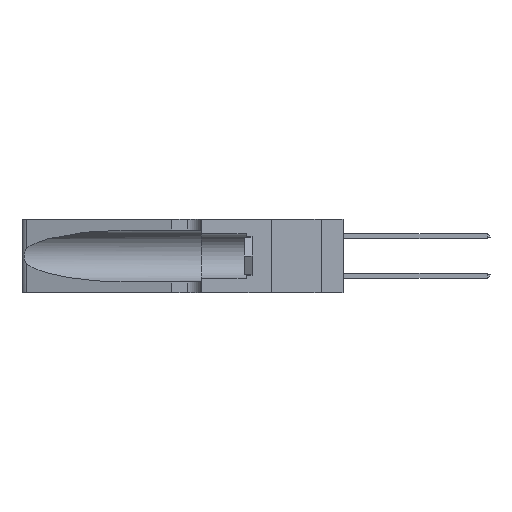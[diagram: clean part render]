
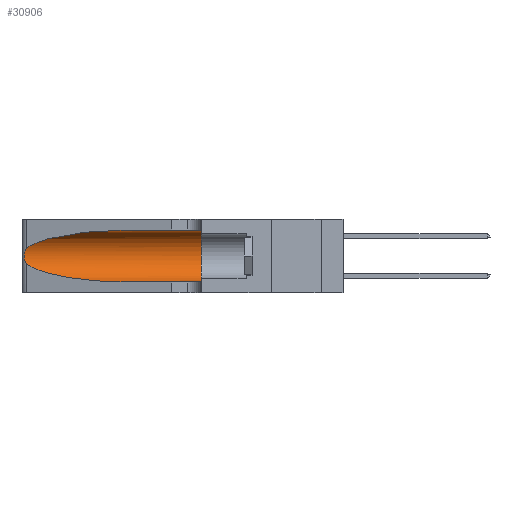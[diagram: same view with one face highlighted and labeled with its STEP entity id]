
A CAD part, left-side view. The second image highlights one B-rep face of the part: STEP entity #30906.
In plain terms, the highlighted cylindrical face has radius 3.308 mm (diameter 6.617 mm), a partial arc.
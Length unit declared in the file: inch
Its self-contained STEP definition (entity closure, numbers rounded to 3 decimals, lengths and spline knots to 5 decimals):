
#440 = ORIENTED_EDGE ( 'NONE', *, *, #27891, .F. ) ;
#559 = CARTESIAN_POINT ( 'NONE',  ( 0.18966, 0.96281, 0.31525 ) ) ;
#1306 = DIRECTION ( 'NONE',  ( 0., -1., 0. ) ) ;
#1528 = CARTESIAN_POINT ( 'NONE',  ( 0.1305, 0.72297, 0.31525 ) ) ;
#1788 = VECTOR ( 'NONE', #2352, 39.37008 ) ;
#1994 = CARTESIAN_POINT ( 'NONE',  ( 0.25487, 1.22718, 0.14631 ) ) ;
#2005 =( BOUNDED_CURVE ( )  B_SPLINE_CURVE ( 3, ( #5519, #559, #23421, #8350 ),
 .UNSPECIFIED., .F., .F. ) 
 B_SPLINE_CURVE_WITH_KNOTS ( ( 4, 4 ),
 ( 1.5708, 2.84003 ),
 .UNSPECIFIED. ) 
 CURVE ( )  GEOMETRIC_REPRESENTATION_ITEM ( )  RATIONAL_B_SPLINE_CURVE ( ( 1., 0.87, 0.87, 1. ) ) 
 REPRESENTATION_ITEM ( '' )  );
#2249 = VERTEX_POINT ( 'NONE', #30323 ) ;
#2345 = VERTEX_POINT ( 'NONE', #10743 ) ;
#2352 = DIRECTION ( 'NONE',  ( 0., -1., 0. ) ) ;
#3788 = CARTESIAN_POINT ( 'NONE',  ( 0.1305, 1.61858, 0.31525 ) ) ;
#4435 = VERTEX_POINT ( 'NONE', #28590 ) ;
#4453 = CARTESIAN_POINT ( 'NONE',  ( 0.25639, 1.23184, 0.21858 ) ) ;
#5314 = FACE_OUTER_BOUND ( 'NONE', #7578, .T. ) ;
#5519 = CARTESIAN_POINT ( 'NONE',  ( 0.1305, 0.72297, 0.31525 ) ) ;
#5806 = EDGE_CURVE ( 'NONE', #22724, #2249, #20474, .T. ) ;
#7029 = CARTESIAN_POINT ( 'NONE',  ( 0.25854, 1.2359, 0.20912 ) ) ;
#7578 = EDGE_LOOP ( 'NONE', ( #23460, #24244, #18435, #12505, #25788, #440 ) ) ;
#8238 = EDGE_CURVE ( 'NONE', #4435, #28571, #19748, .T. ) ;
#8350 = CARTESIAN_POINT ( 'NONE',  ( 0.25487, 1.22718, 0.22369 ) ) ;
#8742 = CARTESIAN_POINT ( 'NONE',  ( 0.1305, 0.72297, 0.05475 ) ) ;
#9614 = CARTESIAN_POINT ( 'NONE',  ( 0.26075, 1.23896, 0.19203 ) ) ;
#10014 = CARTESIAN_POINT ( 'NONE',  ( 0.25487, 1.22718, 0.14631 ) ) ;
#10627 = DIRECTION ( 'NONE',  ( 0., 1., 0. ) ) ;
#10743 = CARTESIAN_POINT ( 'NONE',  ( 0.1305, 0.35, 0.31525 ) ) ;
#11408 = CARTESIAN_POINT ( 'NONE',  ( 0.1305, 1.61858, 0.185 ) ) ;
#12198 = CARTESIAN_POINT ( 'NONE',  ( 0.26017, 1.23833, 0.17102 ) ) ;
#12505 = ORIENTED_EDGE ( 'NONE', *, *, #5806, .T. ) ;
#13655 = VERTEX_POINT ( 'NONE', #1528 ) ;
#14372 = EDGE_CURVE ( 'NONE', #13655, #4435, #2005, .T. ) ;
#14637 = CARTESIAN_POINT ( 'NONE',  ( 0.25555, 1.22994, 0.2215 ) ) ;
#14750 = CARTESIAN_POINT ( 'NONE',  ( 0.25789, 1.23486, 0.15765 ) ) ;
#15148 = CARTESIAN_POINT ( 'NONE',  ( 0.18966, 0.96281, 0.05475 ) ) ;
#15496 = VECTOR ( 'NONE', #1306, 39.37008 ) ;
#17284 = CARTESIAN_POINT ( 'NONE',  ( 0.25555, 1.22993, 0.14849 ) ) ;
#17348 =( BOUNDED_CURVE ( )  B_SPLINE_CURVE ( 3, ( #10014, #22551, #15148, #32551 ),
 .UNSPECIFIED., .F., .F. ) 
 B_SPLINE_CURVE_WITH_KNOTS ( ( 4, 4 ),
 ( 3.44316, 4.71239 ),
 .UNSPECIFIED. ) 
 CURVE ( )  GEOMETRIC_REPRESENTATION_ITEM ( )  RATIONAL_B_SPLINE_CURVE ( ( 1., 0.87, 0.87, 1. ) ) 
 REPRESENTATION_ITEM ( '' )  );
#17638 = CARTESIAN_POINT ( 'NONE',  ( 0.1305, 1.61858, 0.05475 ) ) ;
#18093 = CYLINDRICAL_SURFACE ( 'NONE', #26418, 0.13025 ) ;
#18435 = ORIENTED_EDGE ( 'NONE', *, *, #25388, .T. ) ;
#19567 = AXIS2_PLACEMENT_3D ( 'NONE', #25631, #10627, #28146 ) ;
#19748 = B_SPLINE_CURVE_WITH_KNOTS ( 'NONE', 3,
 ( #32041, #14637, #4453, #22150, #7029, #24659, #9614, #27155, #12198, #29672, #14750, #32150, #17284, #1994 ),
 .UNSPECIFIED., .F., .F.,
 ( 4, 2, 2, 2, 2, 2, 4 ),
 ( 0., 0.00027, 0.00053, 0.00107, 0.0016, 0.00187, 0.00214 ),
 .UNSPECIFIED. ) ;
#20474 = LINE ( 'NONE', #17638, #1788 ) ;
#20646 = EDGE_CURVE ( 'NONE', #2345, #2249, #30044, .T. ) ;
#22088 = LINE ( 'NONE', #3788, #15496 ) ;
#22150 = CARTESIAN_POINT ( 'NONE',  ( 0.25787, 1.23484, 0.2124 ) ) ;
#22551 = CARTESIAN_POINT ( 'NONE',  ( 0.2373, 1.15595, 0.08982 ) ) ;
#22724 = VERTEX_POINT ( 'NONE', #8742 ) ;
#23421 = CARTESIAN_POINT ( 'NONE',  ( 0.2373, 1.15595, 0.28018 ) ) ;
#23460 = ORIENTED_EDGE ( 'NONE', *, *, #14372, .T. ) ;
#23980 = CARTESIAN_POINT ( 'NONE',  ( 0.25487, 1.22718, 0.14631 ) ) ;
#24244 = ORIENTED_EDGE ( 'NONE', *, *, #8238, .T. ) ;
#24659 = CARTESIAN_POINT ( 'NONE',  ( 0.26018, 1.23835, 0.19895 ) ) ;
#25388 = EDGE_CURVE ( 'NONE', #28571, #22724, #17348, .T. ) ;
#25631 = CARTESIAN_POINT ( 'NONE',  ( 0.1305, 0.35, 0.185 ) ) ;
#25788 = ORIENTED_EDGE ( 'NONE', *, *, #20646, .F. ) ;
#26418 = AXIS2_PLACEMENT_3D ( 'NONE', #11408, #28893, #28786 ) ;
#27155 = CARTESIAN_POINT ( 'NONE',  ( 0.26075, 1.23896, 0.178 ) ) ;
#27891 = EDGE_CURVE ( 'NONE', #13655, #2345, #22088, .T. ) ;
#28146 = DIRECTION ( 'NONE',  ( 0., 0., 1. ) ) ;
#28571 = VERTEX_POINT ( 'NONE', #23980 ) ;
#28590 = CARTESIAN_POINT ( 'NONE',  ( 0.25487, 1.22718, 0.22369 ) ) ;
#28786 = DIRECTION ( 'NONE',  ( 0., 0., -1. ) ) ;
#28893 = DIRECTION ( 'NONE',  ( 0., -1., 0. ) ) ;
#29672 = CARTESIAN_POINT ( 'NONE',  ( 0.25856, 1.23593, 0.16098 ) ) ;
#30044 = CIRCLE ( 'NONE', #19567, 0.13025 ) ;
#30323 = CARTESIAN_POINT ( 'NONE',  ( 0.1305, 0.35, 0.05475 ) ) ;
#30906 = ADVANCED_FACE ( 'NONE', ( #5314 ), #18093, .F. ) ;
#32041 = CARTESIAN_POINT ( 'NONE',  ( 0.25487, 1.22718, 0.22369 ) ) ;
#32150 = CARTESIAN_POINT ( 'NONE',  ( 0.25639, 1.23186, 0.15144 ) ) ;
#32551 = CARTESIAN_POINT ( 'NONE',  ( 0.1305, 0.72297, 0.05475 ) ) ;
